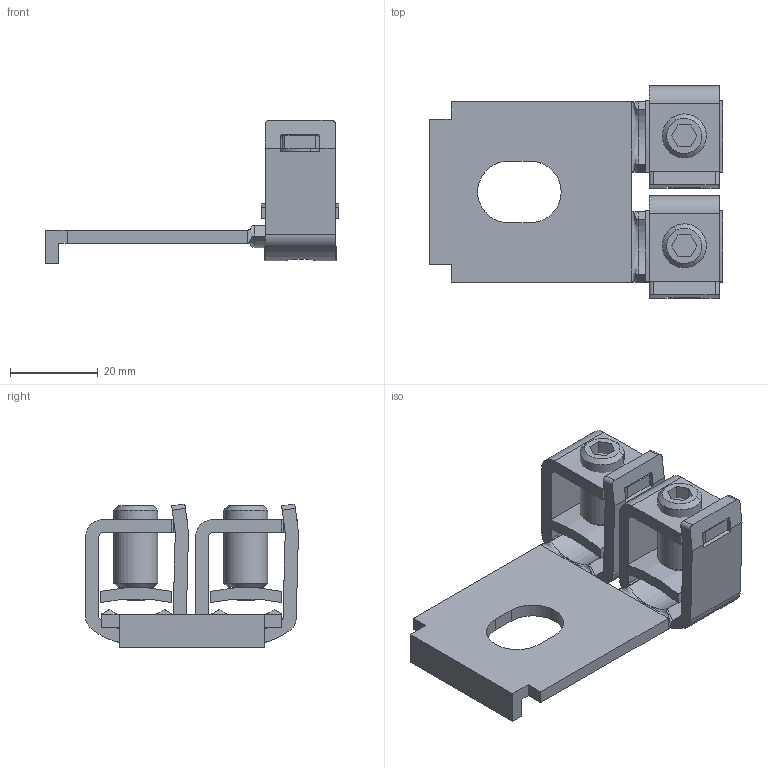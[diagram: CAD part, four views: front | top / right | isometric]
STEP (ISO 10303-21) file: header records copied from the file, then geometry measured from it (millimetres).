
FILE_DESCRIPTION(('CATIA V5 STEP'),'2;1');
FILE_NAME('K5801009_L_Zweifach-U-Rahmenklemme-mit-Lasche_KU00_1_2x_A30-40.stp','2019-05-07T09:58:56+00:00',('none'),('Jean Müller GmbH'),'CATIA Version 5 Release 19 SP 9 (IN-10)','CATIA V5 STEP AP214','none');
FILE_SCHEMA(('AUTOMOTIVE_DESIGN { 1 0 10303 214 1 1 1 1 }'));
Length unit declared in the file: millimetre
Products named in the file (6): K5801009_L_Zweifach-U-Rahmenklemme mit Lasche; 155957_L_Anschlusslasche; 804081_L_KU00-Rahmenklemme; 158272_L_Rahmen; 68371_Sond-Gewindestift M10x18,6; 158291_L_Druckstueck
Assembly tree (6 placements, depth 3):
  K5801009_L_Zweifach-U-Rahmenklemme mit Lasche
    155957_L_Anschlusslasche
    804081_L_KU00-Rahmenklemme  x2
      158272_L_Rahmen
      68371_Sond-Gewindestift M10x18,6
      158291_L_Druckstueck
Bounding box: 66.75 x 48.41 x 32.69 mm (x, y, z)
Volume: 19277 mm3; surface area: 15865.8 mm2
Topology: 7 solids, 7 shells, 214 faces, 554 edges, 344 vertices
Faces by surface type: plane 124, cylinder 66, cone 16, bspline 8
Entity records: 4737 total; most frequent: CARTESIAN_POINT 921, ORIENTED_EDGE 626, DIRECTION 517, EDGE_CURVE 313, VECTOR 212, LINE 212, VERTEX_POINT 196, AXIS2_PLACEMENT_3D 194
